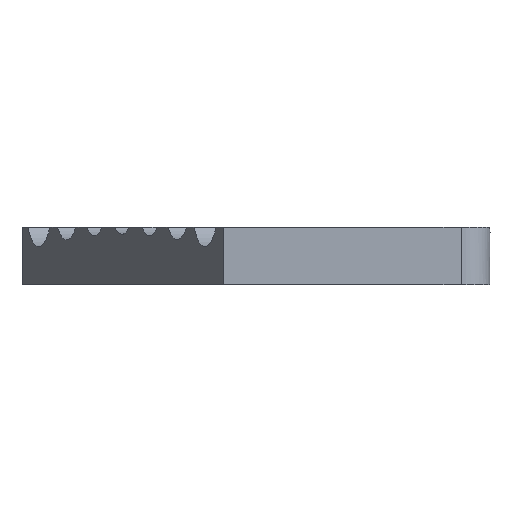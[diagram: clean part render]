
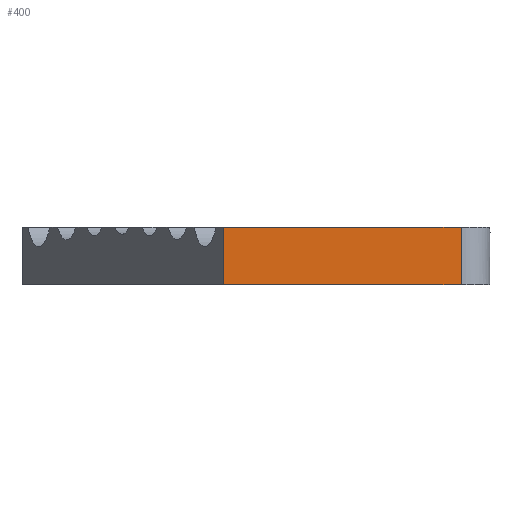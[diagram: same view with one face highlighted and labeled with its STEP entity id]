
A CAD part, front view. The second image highlights one B-rep face of the part: STEP entity #400.
In plain terms, the highlighted face is planar.
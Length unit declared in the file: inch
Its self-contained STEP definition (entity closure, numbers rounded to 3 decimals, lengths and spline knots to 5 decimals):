
#136 = CARTESIAN_POINT ( 'NONE',  ( 0.86917, 0., 0. ) ) ;
#269 = PLANE ( 'NONE',  #2238 ) ;
#292 = VERTEX_POINT ( 'NONE', #136 ) ;
#400 = ADVANCED_FACE ( 'NONE', ( #2146 ), #269, .T. ) ;
#467 = DIRECTION ( 'NONE',  ( 1., 0., 0. ) ) ;
#584 = ORIENTED_EDGE ( 'NONE', *, *, #1392, .F. ) ;
#724 = LINE ( 'NONE', #1064, #955 ) ;
#746 = CARTESIAN_POINT ( 'NONE',  ( 0.86917, -0.25, 0. ) ) ;
#772 = CARTESIAN_POINT ( 'NONE',  ( 1.89625, 0., 0. ) ) ;
#835 = CARTESIAN_POINT ( 'NONE',  ( 1.89625, -0.25, 0. ) ) ;
#852 = DIRECTION ( 'NONE',  ( 1., 0., 0. ) ) ;
#864 = EDGE_LOOP ( 'NONE', ( #584, #2632, #2289, #917 ) ) ;
#875 = VERTEX_POINT ( 'NONE', #2549 ) ;
#917 = ORIENTED_EDGE ( 'NONE', *, *, #2093, .T. ) ;
#937 = EDGE_CURVE ( 'NONE', #1389, #875, #724, .T. ) ;
#955 = VECTOR ( 'NONE', #2098, 39.37008 ) ;
#1064 = CARTESIAN_POINT ( 'NONE',  ( 0.86917, -0.25, 0. ) ) ;
#1142 = CARTESIAN_POINT ( 'NONE',  ( 0.86917, 0., 0. ) ) ;
#1203 = CARTESIAN_POINT ( 'NONE',  ( 0.86917, -0.25, 0. ) ) ;
#1389 = VERTEX_POINT ( 'NONE', #746 ) ;
#1392 = EDGE_CURVE ( 'NONE', #292, #1777, #1757, .T. ) ;
#1449 = DIRECTION ( 'NONE',  ( 0., 0., 1. ) ) ;
#1474 = DIRECTION ( 'NONE',  ( 0., 1., 0. ) ) ;
#1523 = LINE ( 'NONE', #835, #2342 ) ;
#1649 = VECTOR ( 'NONE', #1703, 39.37008 ) ;
#1703 = DIRECTION ( 'NONE',  ( 0., 1., 0. ) ) ;
#1753 = CARTESIAN_POINT ( 'NONE',  ( 0.86917, -0.25, 0. ) ) ;
#1757 = LINE ( 'NONE', #1142, #1802 ) ;
#1777 = VERTEX_POINT ( 'NONE', #772 ) ;
#1802 = VECTOR ( 'NONE', #467, 39.37008 ) ;
#1879 = LINE ( 'NONE', #1753, #1649 ) ;
#2093 = EDGE_CURVE ( 'NONE', #875, #1777, #1523, .T. ) ;
#2098 = DIRECTION ( 'NONE',  ( 1., 0., 0. ) ) ;
#2146 = FACE_OUTER_BOUND ( 'NONE', #864, .T. ) ;
#2215 = EDGE_CURVE ( 'NONE', #1389, #292, #1879, .T. ) ;
#2238 = AXIS2_PLACEMENT_3D ( 'NONE', #1203, #1449, #852 ) ;
#2289 = ORIENTED_EDGE ( 'NONE', *, *, #937, .T. ) ;
#2342 = VECTOR ( 'NONE', #1474, 39.37008 ) ;
#2549 = CARTESIAN_POINT ( 'NONE',  ( 1.89625, -0.25, 0. ) ) ;
#2632 = ORIENTED_EDGE ( 'NONE', *, *, #2215, .F. ) ;
